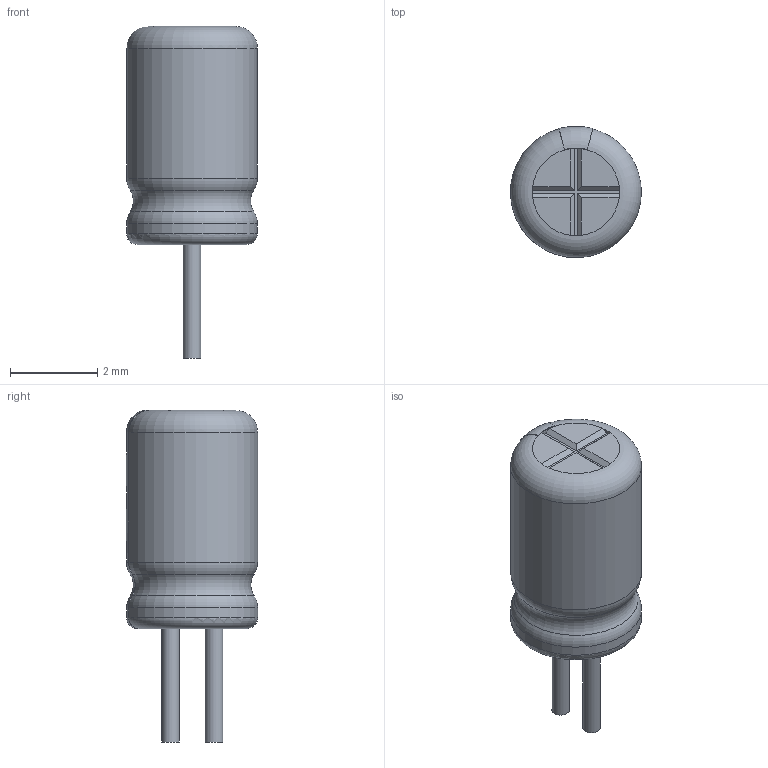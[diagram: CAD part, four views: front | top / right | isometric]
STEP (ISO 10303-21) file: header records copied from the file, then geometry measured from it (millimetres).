
FILE_DESCRIPTION(('FreeCAD Model'),'2;1');
FILE_NAME('Nichicon_UMA_Straight_D3_H5_P1_d0.4_LL2.6.step', '2019-07-10T14:58:59',('Author'),(''), 'Open CASCADE STEP processor 7.3','FreeCAD','Unknown');
FILE_SCHEMA(('AUTOMOTIVE_DESIGN { 1 0 10303 214 1 1 1 1 }'));
Length unit declared in the file: millimetre
Products named in the file (1): Nichicon_UMA_Straight_D3_H5_P1_d0.4_LL2.6
Bounding box: 3 x 3.01 x 7.61 mm (x, y, z)
Volume: 34.7 mm3; surface area: 65.2 mm2
Topology: 1 solids, 1 shells, 61 faces, 150 edges, 95 vertices
Faces by surface type: plane 30, cylinder 17, torus 14
Full cylindrical faces by diameter (mm): 0.4 x2
Entity records: 2280 total; most frequent: DIRECTION 357, CARTESIAN_POINT 323, ORIENTED_EDGE 300, EDGE_CURVE 150, AXIS2_PLACEMENT_3D 149, VERTEX_POINT 95, CIRCLE 79, FACE_BOUND 65
